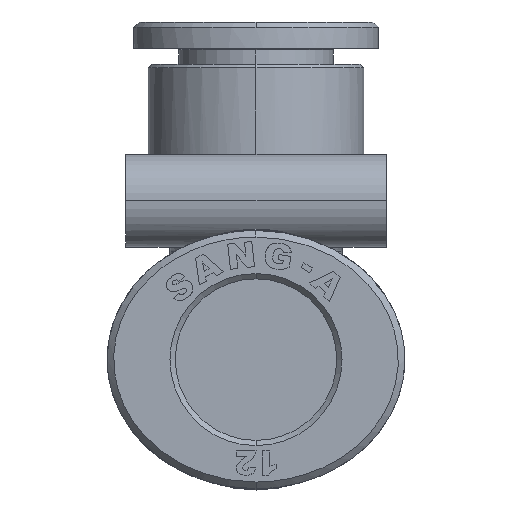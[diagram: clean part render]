
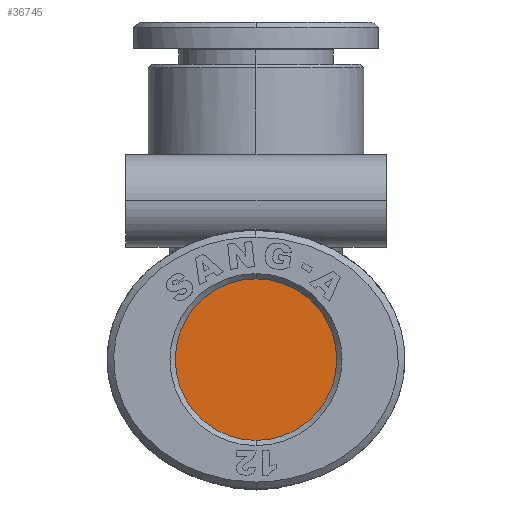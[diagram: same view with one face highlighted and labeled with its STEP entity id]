
A CAD part, left-side view. The second image highlights one B-rep face of the part: STEP entity #36745.
In plain terms, the highlighted face is planar.
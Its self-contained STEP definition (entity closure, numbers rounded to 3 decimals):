
#452 = EDGE_CURVE ( 'NONE', #12548, #33954, #35994, .T. ) ;
#2465 = DIRECTION ( 'NONE',  ( 0., 0., -1. ) ) ;
#2953 = CIRCLE ( 'NONE', #3039, 6.1 ) ;
#3039 = AXIS2_PLACEMENT_3D ( 'NONE', #4837, #26939, #35982 ) ;
#3517 = CARTESIAN_POINT ( 'NONE',  ( -13.928, -6.1, 9.8 ) ) ;
#4837 = CARTESIAN_POINT ( 'NONE',  ( -13.928, 0., 9.8 ) ) ;
#5214 = EDGE_CURVE ( 'NONE', #33954, #12548, #2953, .T. ) ;
#9659 = AXIS2_PLACEMENT_3D ( 'NONE', #11951, #2465, #33895 ) ;
#11951 = CARTESIAN_POINT ( 'NONE',  ( -13.928, 0., 9.8 ) ) ;
#12548 = VERTEX_POINT ( 'NONE', #24958 ) ;
#16192 = DIRECTION ( 'NONE',  ( 0., 1., 0. ) ) ;
#18483 = ORIENTED_EDGE ( 'NONE', *, *, #452, .T. ) ;
#20559 = FACE_OUTER_BOUND ( 'NONE', #22739, .T. ) ;
#22344 = DIRECTION ( 'NONE',  ( 0., 0., 1. ) ) ;
#22739 = EDGE_LOOP ( 'NONE', ( #18483, #31433 ) ) ;
#23462 = AXIS2_PLACEMENT_3D ( 'NONE', #25359, #22344, #16192 ) ;
#24958 = CARTESIAN_POINT ( 'NONE',  ( -13.928, 6.1, 9.8 ) ) ;
#25359 = CARTESIAN_POINT ( 'NONE',  ( -13.928, 0., 9.8 ) ) ;
#26939 = DIRECTION ( 'NONE',  ( 0., 0., 1. ) ) ;
#31433 = ORIENTED_EDGE ( 'NONE', *, *, #5214, .T. ) ;
#33895 = DIRECTION ( 'NONE',  ( -1., 0., 0. ) ) ;
#33954 = VERTEX_POINT ( 'NONE', #3517 ) ;
#35982 = DIRECTION ( 'NONE',  ( 0., 1., 0. ) ) ;
#35994 = CIRCLE ( 'NONE', #23462, 6.1 ) ;
#36745 = ADVANCED_FACE ( 'NONE', ( #20559 ), #40357, .F. ) ;
#40357 = PLANE ( 'NONE',  #9659 ) ;
